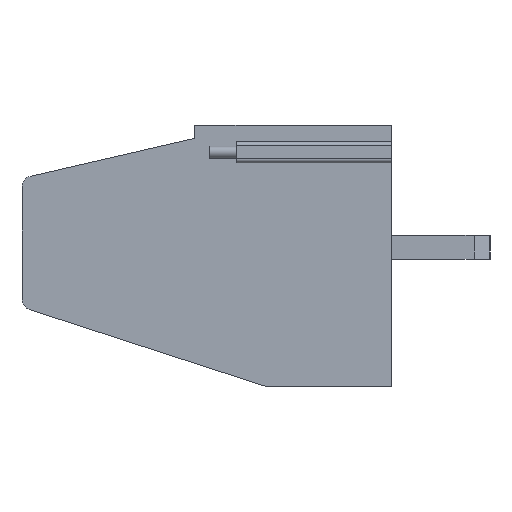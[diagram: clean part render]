
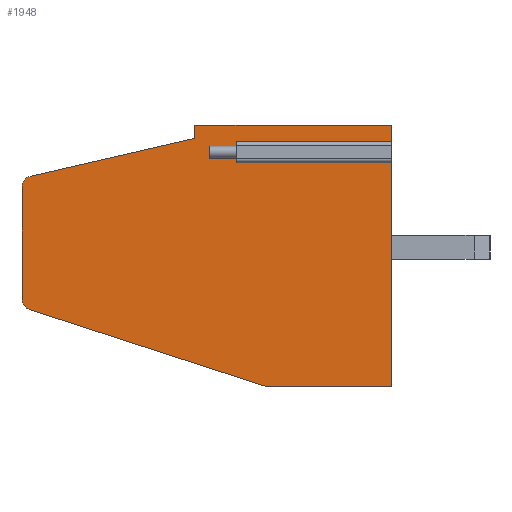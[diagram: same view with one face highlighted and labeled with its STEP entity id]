
A CAD part, left-side view. The second image highlights one B-rep face of the part: STEP entity #1948.
In plain terms, the highlighted face is planar.
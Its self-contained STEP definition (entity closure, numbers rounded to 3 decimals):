
#8 = VERTEX_POINT ( 'NONE', #582 ) ;
#35 = VECTOR ( 'NONE', #1694, 1000. ) ;
#73 = CARTESIAN_POINT ( 'NONE',  ( 5., 0., -4.125 ) ) ;
#102 = VECTOR ( 'NONE', #1449, 1000. ) ;
#111 = VECTOR ( 'NONE', #1307, 1000. ) ;
#119 = VERTEX_POINT ( 'NONE', #426 ) ;
#124 = DIRECTION ( 'NONE',  ( 1., 0., 0. ) ) ;
#147 = DIRECTION ( 'NONE',  ( 0., 0.974, 0.225 ) ) ;
#151 = LINE ( 'NONE', #1868, #1164 ) ;
#171 = PLANE ( 'NONE',  #1892 ) ;
#179 = EDGE_CURVE ( 'NONE', #778, #204, #1824, .T. ) ;
#204 = VERTEX_POINT ( 'NONE', #2008 ) ;
#215 = VERTEX_POINT ( 'NONE', #247 ) ;
#247 = CARTESIAN_POINT ( 'NONE',  ( 5., 6.85, -4.125 ) ) ;
#250 = CIRCLE ( 'NONE', #581, 0.4 ) ;
#286 = VECTOR ( 'NONE', #1729, 1000. ) ;
#320 = VERTEX_POINT ( 'NONE', #1704 ) ;
#341 = VECTOR ( 'NONE', #1354, 1000. ) ;
#356 = LINE ( 'NONE', #2038, #286 ) ;
#369 = CARTESIAN_POINT ( 'NONE',  ( 5., 0., 4.925 ) ) ;
#379 = DIRECTION ( 'NONE',  ( 0., 0., 1. ) ) ;
#426 = CARTESIAN_POINT ( 'NONE',  ( 5., 13.59, -2.996 ) ) ;
#427 = CARTESIAN_POINT ( 'NONE',  ( 5., 4.669, 4.925 ) ) ;
#433 = LINE ( 'NONE', #1643, #111 ) ;
#490 = ORIENTED_EDGE ( 'NONE', *, *, #179, .T. ) ;
#506 = LINE ( 'NONE', #1691, #2190 ) ;
#531 = LINE ( 'NONE', #1189, #35 ) ;
#581 = AXIS2_PLACEMENT_3D ( 'NONE', #2137, #1421, #379 ) ;
#582 = CARTESIAN_POINT ( 'NONE',  ( 5., 0., -3.675 ) ) ;
#598 = CIRCLE ( 'NONE', #874, 0.4 ) ;
#610 = CARTESIAN_POINT ( 'NONE',  ( 5., 7.4, -4.425 ) ) ;
#665 = DIRECTION ( 'NONE',  ( 0., 0., 1. ) ) ;
#667 = LINE ( 'NONE', #1902, #341 ) ;
#673 = VERTEX_POINT ( 'NONE', #1731 ) ;
#684 = EDGE_CURVE ( 'NONE', #881, #119, #1576, .T. ) ;
#741 = EDGE_CURVE ( 'NONE', #1304, #2090, #1918, .T. ) ;
#748 = ORIENTED_EDGE ( 'NONE', *, *, #1642, .F. ) ;
#755 = CARTESIAN_POINT ( 'NONE',  ( 5., 0., -4.925 ) ) ;
#769 = LINE ( 'NONE', #755, #102 ) ;
#778 = VERTEX_POINT ( 'NONE', #73 ) ;
#786 = LINE ( 'NONE', #610, #1492 ) ;
#843 = DIRECTION ( 'NONE',  ( 0., -1., 0. ) ) ;
#867 = ORIENTED_EDGE ( 'NONE', *, *, #741, .T. ) ;
#874 = AXIS2_PLACEMENT_3D ( 'NONE', #1003, #124, #665 ) ;
#881 = VERTEX_POINT ( 'NONE', #907 ) ;
#907 = CARTESIAN_POINT ( 'NONE',  ( 5., 7.4, -4.425 ) ) ;
#909 = ORIENTED_EDGE ( 'NONE', *, *, #1479, .T. ) ;
#911 = CARTESIAN_POINT ( 'NONE',  ( 5., 7.4, -4.925 ) ) ;
#982 = ORIENTED_EDGE ( 'NONE', *, *, #1757, .T. ) ;
#1003 = CARTESIAN_POINT ( 'NONE',  ( 5., 13.5, -2.606 ) ) ;
#1023 = ORIENTED_EDGE ( 'NONE', *, *, #2210, .T. ) ;
#1130 = EDGE_CURVE ( 'NONE', #1572, #8, #356, .T. ) ;
#1164 = VECTOR ( 'NONE', #843, 1000. ) ;
#1184 = CARTESIAN_POINT ( 'NONE',  ( 5., 13.59, -2.996 ) ) ;
#1187 = DIRECTION ( 'NONE',  ( -1., 0., 0. ) ) ;
#1189 = CARTESIAN_POINT ( 'NONE',  ( 5., 7.4, -4.925 ) ) ;
#1227 = EDGE_CURVE ( 'NONE', #2236, #673, #250, .T. ) ;
#1229 = CARTESIAN_POINT ( 'NONE',  ( 5., 0., 4.925 ) ) ;
#1241 = VECTOR ( 'NONE', #2205, 1000. ) ;
#1304 = VERTEX_POINT ( 'NONE', #427 ) ;
#1307 = DIRECTION ( 'NONE',  ( 0., 0., 1. ) ) ;
#1322 = ORIENTED_EDGE ( 'NONE', *, *, #1937, .T. ) ;
#1346 = EDGE_CURVE ( 'NONE', #1677, #881, #786, .T. ) ;
#1354 = DIRECTION ( 'NONE',  ( 0., 0., 1. ) ) ;
#1355 = EDGE_LOOP ( 'NONE', ( #1428, #748, #1419, #490, #909, #1830, #1880, #1696, #982, #1687, #1322, #867, #1023 ) ) ;
#1419 = ORIENTED_EDGE ( 'NONE', *, *, #1612, .T. ) ;
#1421 = DIRECTION ( 'NONE',  ( 1., 0., 0. ) ) ;
#1428 = ORIENTED_EDGE ( 'NONE', *, *, #1130, .F. ) ;
#1449 = DIRECTION ( 'NONE',  ( 0., 0., -1. ) ) ;
#1479 = EDGE_CURVE ( 'NONE', #204, #1677, #531, .T. ) ;
#1492 = VECTOR ( 'NONE', #2020, 1000. ) ;
#1532 = FACE_OUTER_BOUND ( 'NONE', #1355, .T. ) ;
#1540 = DIRECTION ( 'NONE',  ( 0., 0., 1. ) ) ;
#1554 = CARTESIAN_POINT ( 'NONE',  ( 5., 13.5, 1.635 ) ) ;
#1572 = VERTEX_POINT ( 'NONE', #1705 ) ;
#1576 = LINE ( 'NONE', #1184, #2108 ) ;
#1612 = EDGE_CURVE ( 'NONE', #215, #778, #151, .T. ) ;
#1642 = EDGE_CURVE ( 'NONE', #215, #1572, #667, .T. ) ;
#1643 = CARTESIAN_POINT ( 'NONE',  ( 5., 13.9, 1.635 ) ) ;
#1677 = VERTEX_POINT ( 'NONE', #911 ) ;
#1687 = ORIENTED_EDGE ( 'NONE', *, *, #1227, .T. ) ;
#1691 = CARTESIAN_POINT ( 'NONE',  ( 5., 4.669, 4.925 ) ) ;
#1694 = DIRECTION ( 'NONE',  ( 0., 1., 0. ) ) ;
#1696 = ORIENTED_EDGE ( 'NONE', *, *, #1990, .T. ) ;
#1704 = CARTESIAN_POINT ( 'NONE',  ( 5., 13.9, -2.606 ) ) ;
#1705 = CARTESIAN_POINT ( 'NONE',  ( 5., 6.85, -3.675 ) ) ;
#1729 = DIRECTION ( 'NONE',  ( 0., -1., 0. ) ) ;
#1731 = CARTESIAN_POINT ( 'NONE',  ( 5., 13.624, 2.015 ) ) ;
#1757 = EDGE_CURVE ( 'NONE', #320, #2236, #433, .T. ) ;
#1824 = LINE ( 'NONE', #2194, #1241 ) ;
#1830 = ORIENTED_EDGE ( 'NONE', *, *, #1346, .T. ) ;
#1868 = CARTESIAN_POINT ( 'NONE',  ( 5., 5.85, -4.125 ) ) ;
#1880 = ORIENTED_EDGE ( 'NONE', *, *, #684, .T. ) ;
#1888 = DIRECTION ( 'NONE',  ( 0., -0.951, 0.309 ) ) ;
#1892 = AXIS2_PLACEMENT_3D ( 'NONE', #1554, #1187, #1540 ) ;
#1902 = CARTESIAN_POINT ( 'NONE',  ( 5., 6.85, -3.675 ) ) ;
#1918 = LINE ( 'NONE', #369, #1922 ) ;
#1922 = VECTOR ( 'NONE', #1932, 1000. ) ;
#1932 = DIRECTION ( 'NONE',  ( 0., -1., 0. ) ) ;
#1937 = EDGE_CURVE ( 'NONE', #673, #1304, #506, .T. ) ;
#1948 = ADVANCED_FACE ( 'NONE', ( #1532 ), #171, .F. ) ;
#1990 = EDGE_CURVE ( 'NONE', #119, #320, #598, .T. ) ;
#2008 = CARTESIAN_POINT ( 'NONE',  ( 5., 0., -4.925 ) ) ;
#2020 = DIRECTION ( 'NONE',  ( 0., 0., 1. ) ) ;
#2038 = CARTESIAN_POINT ( 'NONE',  ( 5., 5.85, -3.675 ) ) ;
#2090 = VERTEX_POINT ( 'NONE', #1229 ) ;
#2108 = VECTOR ( 'NONE', #147, 1000. ) ;
#2137 = CARTESIAN_POINT ( 'NONE',  ( 5., 13.5, 1.635 ) ) ;
#2158 = CARTESIAN_POINT ( 'NONE',  ( 5., 13.9, 1.635 ) ) ;
#2190 = VECTOR ( 'NONE', #1888, 1000. ) ;
#2194 = CARTESIAN_POINT ( 'NONE',  ( 5., 0., -4.925 ) ) ;
#2205 = DIRECTION ( 'NONE',  ( 0., 0., -1. ) ) ;
#2210 = EDGE_CURVE ( 'NONE', #2090, #8, #769, .T. ) ;
#2236 = VERTEX_POINT ( 'NONE', #2158 ) ;
